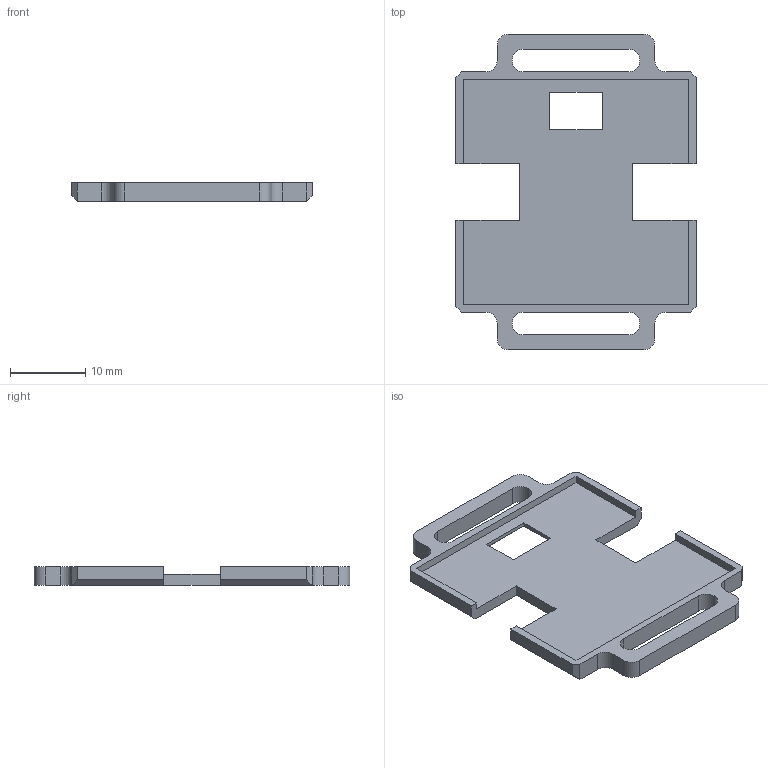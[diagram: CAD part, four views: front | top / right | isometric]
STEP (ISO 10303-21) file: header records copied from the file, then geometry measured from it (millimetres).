
FILE_DESCRIPTION (( 'STEP AP214' ), '1' );
FILE_NAME ('MAX_top_v4.STEP', '2025-11-26T18:28:03', ( '' ), ( '' ), 'SwSTEP 2.0', 'SolidWorks 2025', '' );
FILE_SCHEMA (( 'AUTOMOTIVE_DESIGN' ));
Length unit declared in the file: millimetre
Products named in the file (1): MAX_top_v4
Bounding box: 32 x 42 x 2.5 mm (x, y, z)
Volume: 1654.3 mm3; surface area: 2625 mm2
Topology: 1 solids, 1 shells, 66 faces, 184 edges, 120 vertices
Faces by surface type: plane 50, cylinder 16
Entity records: 2131 total; most frequent: CARTESIAN_POINT 371, ORIENTED_EDGE 368, DIRECTION 350, EDGE_CURVE 184, LINE 152, VECTOR 152, VERTEX_POINT 120, AXIS2_PLACEMENT_3D 99
